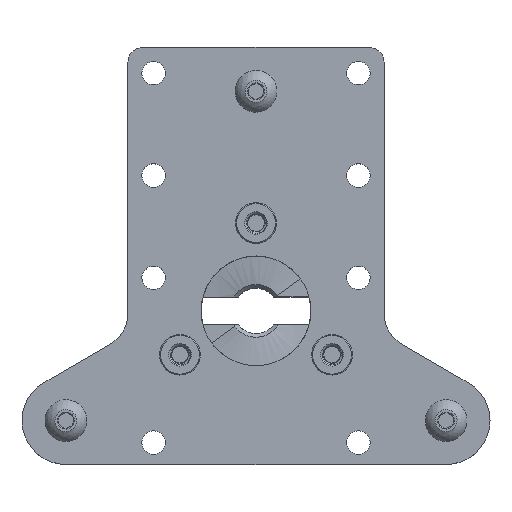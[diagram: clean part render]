
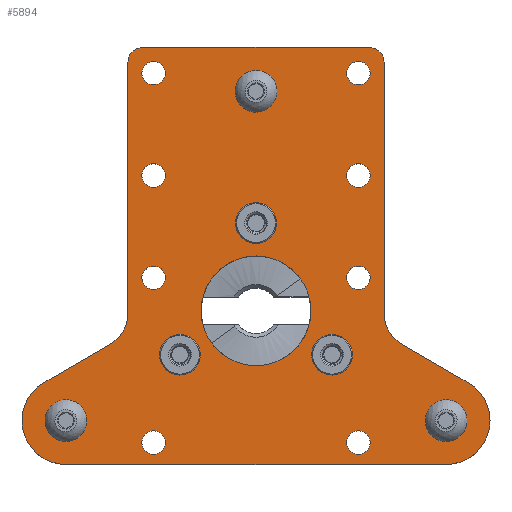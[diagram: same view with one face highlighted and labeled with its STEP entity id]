
A CAD part, top view. The second image highlights one B-rep face of the part: STEP entity #5894.
In plain terms, the highlighted planar face has unit normal (0, 0, 1).
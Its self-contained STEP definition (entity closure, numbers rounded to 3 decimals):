
#316=FACE_BOUND('',#875,.T.);
#317=FACE_BOUND('',#876,.T.);
#318=FACE_BOUND('',#877,.T.);
#319=FACE_BOUND('',#878,.T.);
#320=FACE_BOUND('',#879,.T.);
#321=FACE_BOUND('',#880,.T.);
#322=FACE_BOUND('',#881,.T.);
#323=FACE_BOUND('',#882,.T.);
#324=FACE_BOUND('',#883,.T.);
#325=FACE_BOUND('',#884,.T.);
#326=FACE_BOUND('',#885,.T.);
#327=FACE_BOUND('',#886,.T.);
#328=FACE_BOUND('',#887,.T.);
#329=FACE_BOUND('',#888,.T.);
#330=FACE_BOUND('',#889,.T.);
#372=PLANE('',#6345);
#544=FACE_OUTER_BOUND('',#874,.T.);
#874=EDGE_LOOP('',(#4055,#4056,#4057,#4058,#4059,#4060,#4061,#4062,#4063,
#4064,#4065,#4066));
#875=EDGE_LOOP('',(#4067));
#876=EDGE_LOOP('',(#4068));
#877=EDGE_LOOP('',(#4069));
#878=EDGE_LOOP('',(#4070));
#879=EDGE_LOOP('',(#4071));
#880=EDGE_LOOP('',(#4072));
#881=EDGE_LOOP('',(#4073));
#882=EDGE_LOOP('',(#4074));
#883=EDGE_LOOP('',(#4075));
#884=EDGE_LOOP('',(#4076));
#885=EDGE_LOOP('',(#4077));
#886=EDGE_LOOP('',(#4078));
#887=EDGE_LOOP('',(#4079));
#888=EDGE_LOOP('',(#4080));
#889=EDGE_LOOP('',(#4081));
#1252=LINE('',#8570,#1783);
#1255=LINE('',#8578,#1786);
#1259=LINE('',#8587,#1790);
#1261=LINE('',#8592,#1792);
#1265=LINE('',#8600,#1796);
#1269=LINE('',#8606,#1800);
#1783=VECTOR('',#6961,1000.);
#1786=VECTOR('',#6966,1000.);
#1790=VECTOR('',#6972,1000.);
#1792=VECTOR('',#6976,1000.);
#1796=VECTOR('',#6982,1000.);
#1800=VECTOR('',#6988,1000.);
#2293=CIRCLE('',#6289,2.175);
#2295=CIRCLE('',#6292,2.175);
#2297=CIRCLE('',#6295,2.175);
#2300=CIRCLE('',#6299,1.6);
#2302=CIRCLE('',#6302,1.6);
#2304=CIRCLE('',#6305,1.6);
#2306=CIRCLE('',#6308,1.6);
#2308=CIRCLE('',#6311,1.6);
#2310=CIRCLE('',#6314,1.6);
#2312=CIRCLE('',#6317,1.6);
#2314=CIRCLE('',#6320,1.6);
#2316=CIRCLE('',#6323,1.6);
#2318=CIRCLE('',#6326,1.6);
#2320=CIRCLE('',#6329,1.6);
#2322=CIRCLE('',#6332,7.5);
#2323=CIRCLE('',#6334,6.);
#2326=CIRCLE('',#6338,6.);
#2327=CIRCLE('',#6346,2.);
#2328=CIRCLE('',#6347,5.);
#2329=CIRCLE('',#6348,5.);
#2330=CIRCLE('',#6349,2.);
#2493=VERTEX_POINT('',#8458);
#2495=VERTEX_POINT('',#8464);
#2497=VERTEX_POINT('',#8470);
#2500=VERTEX_POINT('',#8478);
#2502=VERTEX_POINT('',#8484);
#2504=VERTEX_POINT('',#8490);
#2506=VERTEX_POINT('',#8496);
#2508=VERTEX_POINT('',#8502);
#2510=VERTEX_POINT('',#8508);
#2512=VERTEX_POINT('',#8514);
#2514=VERTEX_POINT('',#8520);
#2516=VERTEX_POINT('',#8526);
#2518=VERTEX_POINT('',#8532);
#2520=VERTEX_POINT('',#8538);
#2522=VERTEX_POINT('',#8544);
#2523=VERTEX_POINT('',#8548);
#2524=VERTEX_POINT('',#8549);
#2529=VERTEX_POINT('',#8560);
#2530=VERTEX_POINT('',#8562);
#2532=VERTEX_POINT('',#8568);
#2535=VERTEX_POINT('',#8575);
#2536=VERTEX_POINT('',#8577);
#2539=VERTEX_POINT('',#8584);
#2540=VERTEX_POINT('',#8586);
#2541=VERTEX_POINT('',#8590);
#2542=VERTEX_POINT('',#8591);
#2545=VERTEX_POINT('',#8599);
#3074=EDGE_CURVE('',#2493,#2493,#2293,.T.);
#3077=EDGE_CURVE('',#2495,#2495,#2295,.T.);
#3080=EDGE_CURVE('',#2497,#2497,#2297,.T.);
#3085=EDGE_CURVE('',#2500,#2500,#2300,.T.);
#3088=EDGE_CURVE('',#2502,#2502,#2302,.T.);
#3091=EDGE_CURVE('',#2504,#2504,#2304,.T.);
#3094=EDGE_CURVE('',#2506,#2506,#2306,.T.);
#3097=EDGE_CURVE('',#2508,#2508,#2308,.T.);
#3100=EDGE_CURVE('',#2510,#2510,#2310,.T.);
#3103=EDGE_CURVE('',#2512,#2512,#2312,.T.);
#3106=EDGE_CURVE('',#2514,#2514,#2314,.T.);
#3109=EDGE_CURVE('',#2516,#2516,#2316,.T.);
#3112=EDGE_CURVE('',#2518,#2518,#2318,.T.);
#3115=EDGE_CURVE('',#2520,#2520,#2320,.T.);
#3118=EDGE_CURVE('',#2522,#2522,#2322,.T.);
#3119=EDGE_CURVE('',#2523,#2524,#2323,.T.);
#3125=EDGE_CURVE('',#2530,#2529,#2326,.T.);
#3129=EDGE_CURVE('',#2529,#2532,#1252,.T.);
#3132=EDGE_CURVE('',#2536,#2535,#1255,.T.);
#3136=EDGE_CURVE('',#2540,#2539,#1259,.T.);
#3138=EDGE_CURVE('',#2541,#2542,#1261,.T.);
#3142=EDGE_CURVE('',#2545,#2523,#1265,.T.);
#3146=EDGE_CURVE('',#2524,#2530,#1269,.T.);
#3147=EDGE_CURVE('',#2539,#2541,#2327,.T.);
#3148=EDGE_CURVE('',#2542,#2545,#2328,.T.);
#3149=EDGE_CURVE('',#2532,#2536,#2329,.T.);
#3150=EDGE_CURVE('',#2535,#2540,#2330,.T.);
#4055=ORIENTED_EDGE('',*,*,#3136,.T.);
#4056=ORIENTED_EDGE('',*,*,#3147,.T.);
#4057=ORIENTED_EDGE('',*,*,#3138,.T.);
#4058=ORIENTED_EDGE('',*,*,#3148,.T.);
#4059=ORIENTED_EDGE('',*,*,#3142,.T.);
#4060=ORIENTED_EDGE('',*,*,#3119,.T.);
#4061=ORIENTED_EDGE('',*,*,#3146,.T.);
#4062=ORIENTED_EDGE('',*,*,#3125,.T.);
#4063=ORIENTED_EDGE('',*,*,#3129,.T.);
#4064=ORIENTED_EDGE('',*,*,#3149,.T.);
#4065=ORIENTED_EDGE('',*,*,#3132,.T.);
#4066=ORIENTED_EDGE('',*,*,#3150,.T.);
#4067=ORIENTED_EDGE('',*,*,#3074,.T.);
#4068=ORIENTED_EDGE('',*,*,#3077,.T.);
#4069=ORIENTED_EDGE('',*,*,#3080,.T.);
#4070=ORIENTED_EDGE('',*,*,#3085,.F.);
#4071=ORIENTED_EDGE('',*,*,#3088,.F.);
#4072=ORIENTED_EDGE('',*,*,#3091,.F.);
#4073=ORIENTED_EDGE('',*,*,#3094,.F.);
#4074=ORIENTED_EDGE('',*,*,#3097,.F.);
#4075=ORIENTED_EDGE('',*,*,#3100,.F.);
#4076=ORIENTED_EDGE('',*,*,#3103,.F.);
#4077=ORIENTED_EDGE('',*,*,#3106,.F.);
#4078=ORIENTED_EDGE('',*,*,#3109,.F.);
#4079=ORIENTED_EDGE('',*,*,#3112,.F.);
#4080=ORIENTED_EDGE('',*,*,#3115,.F.);
#4081=ORIENTED_EDGE('',*,*,#3118,.F.);
#5894=ADVANCED_FACE('',(#544,#316,#317,#318,#319,#320,#321,#322,#323,#324,
#325,#326,#327,#328,#329,#330),#372,.T.);
#6289=AXIS2_PLACEMENT_3D('',#8459,#6838,#6839);
#6292=AXIS2_PLACEMENT_3D('',#8465,#6845,#6846);
#6295=AXIS2_PLACEMENT_3D('',#8471,#6852,#6853);
#6299=AXIS2_PLACEMENT_3D('',#8480,#6862,#6863);
#6302=AXIS2_PLACEMENT_3D('',#8486,#6869,#6870);
#6305=AXIS2_PLACEMENT_3D('',#8492,#6876,#6877);
#6308=AXIS2_PLACEMENT_3D('',#8498,#6883,#6884);
#6311=AXIS2_PLACEMENT_3D('',#8504,#6890,#6891);
#6314=AXIS2_PLACEMENT_3D('',#8510,#6897,#6898);
#6317=AXIS2_PLACEMENT_3D('',#8516,#6904,#6905);
#6320=AXIS2_PLACEMENT_3D('',#8522,#6911,#6912);
#6323=AXIS2_PLACEMENT_3D('',#8528,#6918,#6919);
#6326=AXIS2_PLACEMENT_3D('',#8534,#6925,#6926);
#6329=AXIS2_PLACEMENT_3D('',#8540,#6932,#6933);
#6332=AXIS2_PLACEMENT_3D('',#8546,#6939,#6940);
#6334=AXIS2_PLACEMENT_3D('',#8550,#6943,#6944);
#6338=AXIS2_PLACEMENT_3D('',#8563,#6954,#6955);
#6345=AXIS2_PLACEMENT_3D('',#8607,#6989,#6990);
#6346=AXIS2_PLACEMENT_3D('',#8608,#6991,#6992);
#6347=AXIS2_PLACEMENT_3D('',#8609,#6993,#6994);
#6348=AXIS2_PLACEMENT_3D('',#8610,#6995,#6996);
#6349=AXIS2_PLACEMENT_3D('',#8611,#6997,#6998);
#6838=DIRECTION('center_axis',(0.,0.,-1.));
#6839=DIRECTION('ref_axis',(-1.,0.,0.));
#6845=DIRECTION('center_axis',(0.,0.,-1.));
#6846=DIRECTION('ref_axis',(-1.,0.,0.));
#6852=DIRECTION('center_axis',(0.,0.,-1.));
#6853=DIRECTION('ref_axis',(-1.,0.,0.));
#6862=DIRECTION('center_axis',(0.,0.,1.));
#6863=DIRECTION('ref_axis',(1.,0.,0.));
#6869=DIRECTION('center_axis',(0.,0.,1.));
#6870=DIRECTION('ref_axis',(1.,0.,0.));
#6876=DIRECTION('center_axis',(0.,0.,1.));
#6877=DIRECTION('ref_axis',(1.,0.,0.));
#6883=DIRECTION('center_axis',(0.,0.,1.));
#6884=DIRECTION('ref_axis',(1.,0.,0.));
#6890=DIRECTION('center_axis',(0.,0.,1.));
#6891=DIRECTION('ref_axis',(1.,0.,0.));
#6897=DIRECTION('center_axis',(0.,0.,1.));
#6898=DIRECTION('ref_axis',(1.,0.,0.));
#6904=DIRECTION('center_axis',(0.,0.,1.));
#6905=DIRECTION('ref_axis',(1.,0.,0.));
#6911=DIRECTION('center_axis',(0.,0.,1.));
#6912=DIRECTION('ref_axis',(1.,0.,0.));
#6918=DIRECTION('center_axis',(0.,0.,1.));
#6919=DIRECTION('ref_axis',(1.,0.,0.));
#6925=DIRECTION('center_axis',(0.,0.,1.));
#6926=DIRECTION('ref_axis',(1.,0.,0.));
#6932=DIRECTION('center_axis',(0.,0.,1.));
#6933=DIRECTION('ref_axis',(1.,0.,0.));
#6939=DIRECTION('center_axis',(0.,0.,1.));
#6940=DIRECTION('ref_axis',(1.,0.,0.));
#6943=DIRECTION('center_axis',(0.,0.,1.));
#6944=DIRECTION('ref_axis',(1.,0.,0.));
#6954=DIRECTION('center_axis',(0.,0.,1.));
#6955=DIRECTION('ref_axis',(1.,0.,0.));
#6961=DIRECTION('',(-0.866,0.5,0.));
#6966=DIRECTION('',(0.,1.,0.));
#6972=DIRECTION('',(-1.,0.,0.));
#6976=DIRECTION('',(0.,-1.,0.));
#6982=DIRECTION('',(-0.866,-0.5,0.));
#6988=DIRECTION('',(1.,0.,0.));
#6989=DIRECTION('center_axis',(0.,0.,1.));
#6990=DIRECTION('ref_axis',(1.,0.,0.));
#6991=DIRECTION('center_axis',(0.,0.,1.));
#6992=DIRECTION('ref_axis',(1.,0.,0.));
#6993=DIRECTION('center_axis',(0.,0.,-1.));
#6994=DIRECTION('ref_axis',(1.,0.,0.));
#6995=DIRECTION('center_axis',(0.,0.,-1.));
#6996=DIRECTION('ref_axis',(1.,0.,0.));
#6997=DIRECTION('center_axis',(0.,0.,1.));
#6998=DIRECTION('ref_axis',(1.,0.,0.));
#8458=CARTESIAN_POINT('',(2.175,12.,3.));
#8459=CARTESIAN_POINT('Origin',(0.,12.,3.));
#8464=CARTESIAN_POINT('',(12.567,-6.,3.));
#8465=CARTESIAN_POINT('Origin',(10.392,-6.,3.));
#8470=CARTESIAN_POINT('',(-8.217,-6.,3.));
#8471=CARTESIAN_POINT('Origin',(-10.392,-6.,3.));
#8478=CARTESIAN_POINT('',(-1.6,30.,3.));
#8480=CARTESIAN_POINT('Origin',(0.,30.,3.));
#8484=CARTESIAN_POINT('',(24.381,-15.,3.));
#8486=CARTESIAN_POINT('Origin',(25.981,-15.,3.));
#8490=CARTESIAN_POINT('',(-27.581,-15.,3.));
#8492=CARTESIAN_POINT('Origin',(-25.981,-15.,3.));
#8496=CARTESIAN_POINT('',(12.4,32.5,3.));
#8498=CARTESIAN_POINT('Origin',(14.,32.5,3.));
#8502=CARTESIAN_POINT('',(12.4,18.5,3.));
#8504=CARTESIAN_POINT('Origin',(14.,18.5,3.));
#8508=CARTESIAN_POINT('',(12.4,4.5,3.));
#8510=CARTESIAN_POINT('Origin',(14.,4.5,3.));
#8514=CARTESIAN_POINT('',(12.4,-18.,3.));
#8516=CARTESIAN_POINT('Origin',(14.,-18.,3.));
#8520=CARTESIAN_POINT('',(-15.6,-18.,3.));
#8522=CARTESIAN_POINT('Origin',(-14.,-18.,3.));
#8526=CARTESIAN_POINT('',(-15.6,4.5,3.));
#8528=CARTESIAN_POINT('Origin',(-14.,4.5,3.));
#8532=CARTESIAN_POINT('',(-15.6,18.5,3.));
#8534=CARTESIAN_POINT('Origin',(-14.,18.5,3.));
#8538=CARTESIAN_POINT('',(-15.6,32.5,3.));
#8540=CARTESIAN_POINT('Origin',(-14.,32.5,3.));
#8544=CARTESIAN_POINT('',(-7.5,0.,3.));
#8546=CARTESIAN_POINT('Origin',(0.,0.,3.));
#8548=CARTESIAN_POINT('',(-28.981,-9.804,3.));
#8549=CARTESIAN_POINT('',(-25.981,-21.,3.));
#8550=CARTESIAN_POINT('Origin',(-25.981,-15.,3.));
#8560=CARTESIAN_POINT('',(28.981,-9.804,3.));
#8562=CARTESIAN_POINT('',(25.981,-21.,3.));
#8563=CARTESIAN_POINT('Origin',(25.981,-15.,3.));
#8568=CARTESIAN_POINT('',(20.,-4.619,3.));
#8570=CARTESIAN_POINT('',(28.981,-9.804,3.));
#8575=CARTESIAN_POINT('',(17.5,34.,3.));
#8577=CARTESIAN_POINT('',(17.5,-0.289,3.));
#8578=CARTESIAN_POINT('',(17.5,36.,3.));
#8584=CARTESIAN_POINT('',(-15.5,36.,3.));
#8586=CARTESIAN_POINT('',(15.5,36.,3.));
#8587=CARTESIAN_POINT('',(17.5,36.,3.));
#8590=CARTESIAN_POINT('',(-17.5,34.,3.));
#8591=CARTESIAN_POINT('',(-17.5,-0.289,3.));
#8592=CARTESIAN_POINT('',(-17.5,36.,3.));
#8599=CARTESIAN_POINT('',(-20.,-4.619,3.));
#8600=CARTESIAN_POINT('',(-28.981,-9.804,3.));
#8606=CARTESIAN_POINT('',(25.981,-21.,3.));
#8607=CARTESIAN_POINT('Origin',(25.981,-15.,3.));
#8608=CARTESIAN_POINT('Origin',(-15.5,34.,3.));
#8609=CARTESIAN_POINT('Origin',(-22.5,-0.289,3.));
#8610=CARTESIAN_POINT('Origin',(22.5,-0.289,3.));
#8611=CARTESIAN_POINT('Origin',(15.5,34.,3.));
